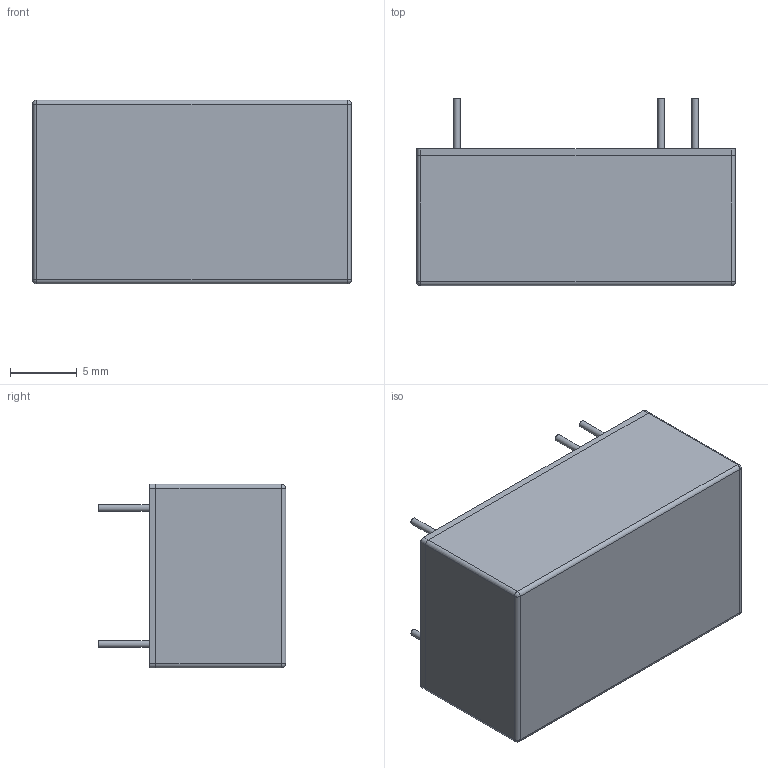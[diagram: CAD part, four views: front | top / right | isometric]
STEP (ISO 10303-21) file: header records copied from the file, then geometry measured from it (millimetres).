
FILE_DESCRIPTION(/* description */ ('STEP AP214'),/* implementation_level */ '2;1');
FILE_NAME(/* name */ 'TEL 15N.stp',/* time_stamp */ '2022-05-23T11:12:58+08:00',/* author */ ('Calliope'),/* organization */ (''),/* preprocessor_version */ 'ST-DEVELOPER v16.1',/* originating_system */ 'Autodesk Inventor 2016',/* authorisation */ '');
FILE_SCHEMA (('AUTOMOTIVE_DESIGN { 1 0 10303 214 3 1 1 }'));
Length unit declared in the file: millimetre
Products named in the file (1): TEL 15N
Bounding box: 23.8 x 14 x 13.7 mm (x, y, z)
Volume: 590.7 mm3; surface area: 2705.1 mm2
Topology: 2 solids, 2 shells, 55 faces, 111 edges, 66 vertices
Faces by surface type: cylinder 25, plane 22, sphere 8
Full cylindrical faces by diameter (mm): 0.5 x5
Entity records: 1495 total; most frequent: DIRECTION 268, CARTESIAN_POINT 228, ORIENTED_EDGE 212, EDGE_CURVE 106, AXIS2_PLACEMENT_3D 106, EDGE_LOOP 66, VERTEX_POINT 66, LINE 56
